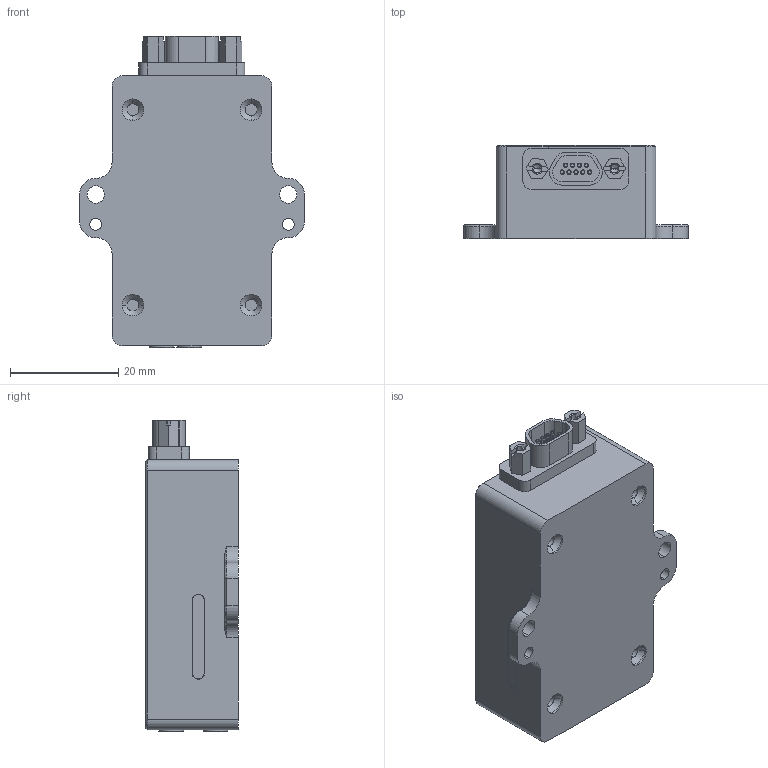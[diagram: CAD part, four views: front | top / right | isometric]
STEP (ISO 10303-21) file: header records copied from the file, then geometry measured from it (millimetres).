
FILE_DESCRIPTION (( 'STEP AP203' ), '1' );
FILE_NAME ('02-b-×°ÅäÌå220606.STEP', '2023-10-25T03:08:56', ( '' ), ( '' ), 'SwSTEP 2.0', 'SolidWorks 2022', '' );
FILE_SCHEMA (( 'CONFIG_CONTROL_DESIGN' ));
Length unit declared in the file: millimetre
Products named in the file (1): 02-b-蚾饜极220606
Bounding box: 41.6 x 17.2 x 57.67 mm (x, y, z)
Surface area: 13590.1 mm2 (no closed solid volume)
Topology: 0 solids, 28 shells, 1116 faces, 2798 edges, 1755 vertices
Faces by surface type: plane 627, cylinder 282, bspline 167, cone 36, torus 4
Entity records: 99196 total; most frequent: CARTESIAN_POINT 75294, ORIENTED_EDGE 5472, DIRECTION 3932, EDGE_CURVE 2786, VERTEX_POINT 1755, AXIS2_PLACEMENT_3D 1444, B_SPLINE_CURVE_WITH_KNOTS 1212, EDGE_LOOP 1209
